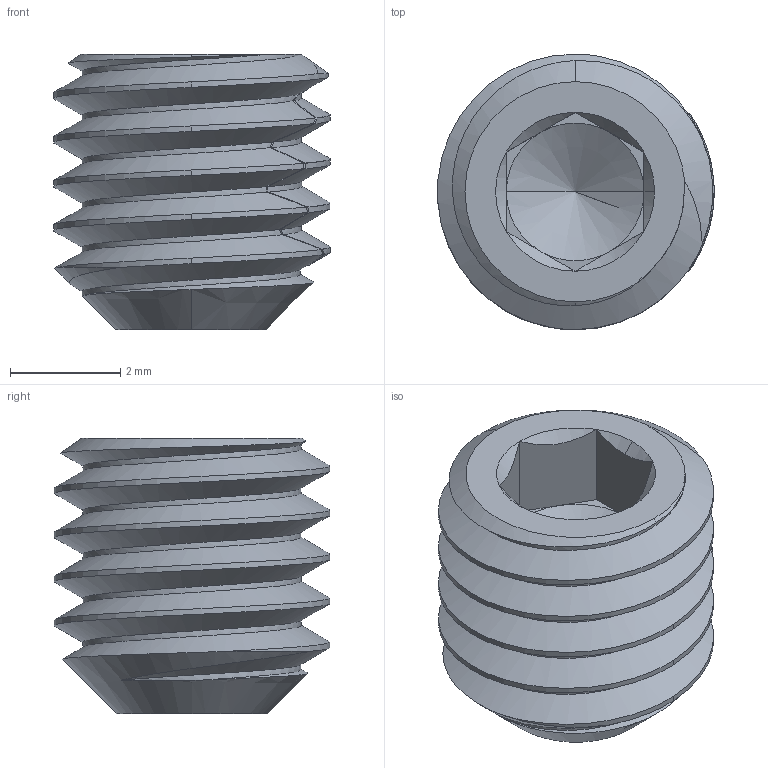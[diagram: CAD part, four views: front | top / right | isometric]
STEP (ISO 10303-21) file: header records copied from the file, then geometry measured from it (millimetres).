
FILE_DESCRIPTION (( 'STEP AP203' ), '1' );
FILE_NAME ('91385A211.step', '2013-07-26T12:34:44', ( 'Admin' ), ( 'Microsoft' ), 'SwSTEP 2.0', 'SolidWorks 2012', '' );
FILE_SCHEMA (( 'CONFIG_CONTROL_DESIGN' ));
Length unit declared in the file: millimetre
Products named in the file (1): 91385A211
Bounding box: 5.02 x 5 x 5 mm (x, y, z)
Volume: 62.9 mm3; surface area: 175.9 mm2
Topology: 2 solids, 2 shells, 78 faces, 203 edges, 126 vertices
Faces by surface type: bspline 31, cylinder 18, cone 16, plane 13
Entity records: 9779 total; most frequent: CARTESIAN_POINT 8265, ORIENTED_EDGE 398, EDGE_CURVE 199, DIRECTION 174, VERTEX_POINT 126, B_SPLINE_CURVE_WITH_KNOTS 87, EDGE_LOOP 79, FACE_OUTER_BOUND 78
